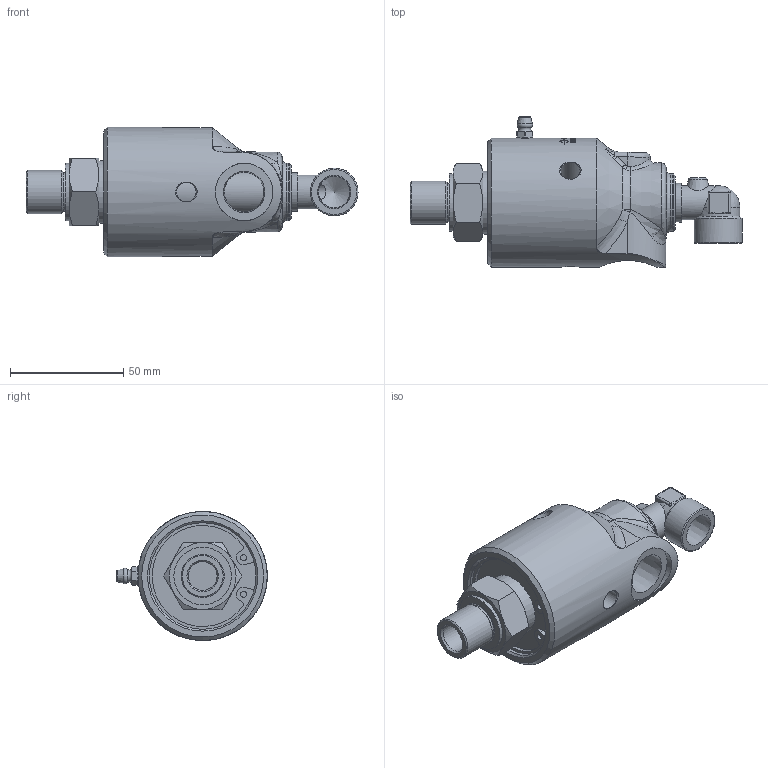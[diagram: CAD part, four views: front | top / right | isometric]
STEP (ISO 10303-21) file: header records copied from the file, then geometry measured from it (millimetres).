
FILE_DESCRIPTION(/* description */ (''),/* implementation_level */ '2;1');
FILE_NAME(/* name */ '155-000-021012-IC.stp',/* time_stamp */ '2020-05-19T14:45:16-05:00',/* author */ ('Moorera'),/* organization */ (''),/* preprocessor_version */ 'ST-DEVELOPER v18.1',/* originating_system */ 'Autodesk Inventor 2020',/* authorisation */ '');
FILE_SCHEMA (('AUTOMOTIVE_DESIGN { 1 0 10303 214 3 1 1 }'));
Length unit declared in the file: millimetre
Products named in the file (1): 155-000-021012-IC
Bounding box: 146.52 x 66.41 x 57 mm (x, y, z)
Volume: 178911.1 mm3; surface area: 29630 mm2
Topology: 1 solids, 4 shells, 538 faces, 1429 edges, 944 vertices
Faces by surface type: bspline 226, plane 146, cylinder 97, cone 44, sphere 13, torus 12
Full cylindrical faces by diameter (mm): 2.005 x1, 2.644 x2, 3.5 x1, 5.359 x1, 7.95 x1, 8.6 x3, 12.7 x1, 13.889 x1, 15 x1, 17.475 x1, 19 x1, 19.05 x1, 21 x1, 25.4 x2, 27.8 x1, 47.07 x1, 57 x1
Entity records: 25407 total; most frequent: CARTESIAN_POINT 12870, ORIENTED_EDGE 2840, DIRECTION 2076, EDGE_CURVE 1420, VERTEX_POINT 944, AXIS2_PLACEMENT_3D 805, EDGE_LOOP 594, FACE_OUTER_BOUND 538
